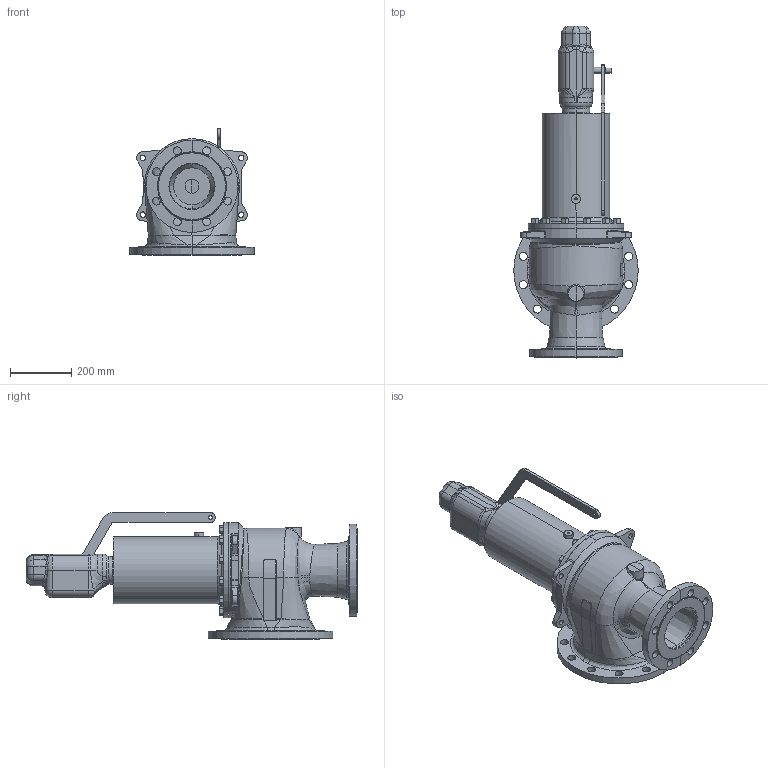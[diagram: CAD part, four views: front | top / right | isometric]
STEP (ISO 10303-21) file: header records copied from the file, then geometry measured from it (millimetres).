
FILE_DESCRIPTION((''),'2;1');
FILE_NAME('441-DN150-H4-PN40PN16_ASM','2019-08-16T',('volz'),(''),'PRO/ENGINEER BY PARAMETRIC TECHNOLOGY CORPORATION, 2014430','PRO/ENGINEER BY PARAMETRIC TECHNOLOGY CORPORATION, 2014430','');
FILE_SCHEMA(('CONFIG_CONTROL_DESIGN'));
Products named in the file (7): 108-1209-10-B01_PN40; 142-3109-03-05; M16_DIN934; 155-1309-08-B01; 159-0809-04-B01; 190-0109-01-B02; 441-DN150-H4-PN40PN16_ASM
Assembly tree (17 placements, depth 2):
  441-DN150-H4-PN40PN16_ASM
    108-1209-10-B01_PN40
    142-3109-03-05
    M16_DIN934  x12
    155-1309-08-B01
    159-0809-04-B01
    190-0109-01-B02
Bounding box: 405 x 1080.5 x 413 mm (x, y, z)
Volume: 14275154.3 mm3; surface area: 2068095.1 mm2
Topology: 17 solids, 17 shells, 1200 faces, 2869 edges, 1720 vertices
Faces by surface type: cylinder 371, bspline 290, plane 275, cone 199, sphere 42, torus 23
Entity records: 42900 total; most frequent: CARTESIAN_POINT 24102, ORIENTED_EDGE 4282, DIRECTION 3266, EDGE_CURVE 2141, AXIS2_PLACEMENT_3D 1301, VERTEX_POINT 1280, EDGE_LOOP 997, FACE_OUTER_BOUND 892
